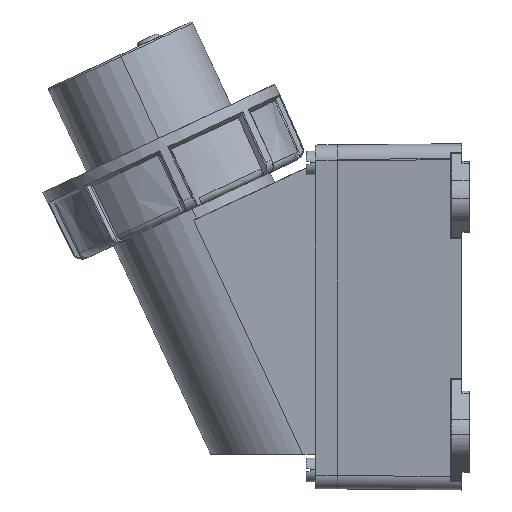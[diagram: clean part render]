
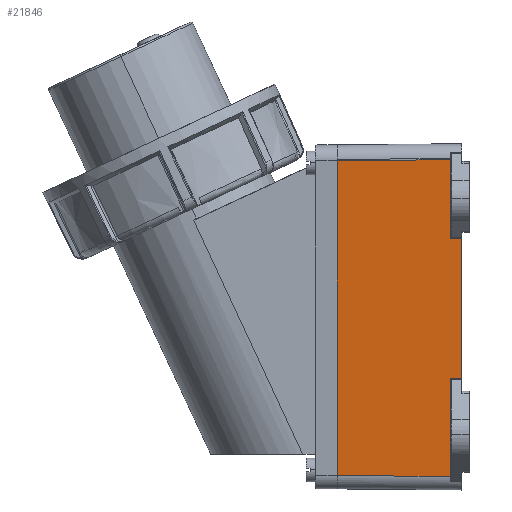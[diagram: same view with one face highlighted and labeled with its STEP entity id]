
A CAD part, left-side view. The second image highlights one B-rep face of the part: STEP entity #21846.
In plain terms, the highlighted face is planar.
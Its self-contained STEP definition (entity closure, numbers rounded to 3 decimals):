
#362 = VECTOR ( 'NONE', #28977, 1000. ) ;
#546 = DIRECTION ( 'NONE',  ( -0.009, 0.009, -1. ) ) ;
#618 = VERTEX_POINT ( 'NONE', #22338 ) ;
#1081 = LINE ( 'NONE', #9520, #16576 ) ;
#1700 = CARTESIAN_POINT ( 'NONE',  ( 543.606, -205.888, 34.852 ) ) ;
#1703 = DIRECTION ( 'NONE',  ( 0.008, 0.01, 1. ) ) ;
#2059 = VECTOR ( 'NONE', #24890, 1000. ) ;
#2424 = VERTEX_POINT ( 'NONE', #8609 ) ;
#4298 = FACE_OUTER_BOUND ( 'NONE', #9664, .T. ) ;
#4864 = EDGE_CURVE ( 'NONE', #618, #22214, #16427, .T. ) ;
#5574 = EDGE_CURVE ( 'NONE', #7796, #35578, #35339, .T. ) ;
#5732 = ORIENTED_EDGE ( 'NONE', *, *, #10181, .T. ) ;
#5869 = CARTESIAN_POINT ( 'NONE',  ( 547.441, -251.466, 34.418 ) ) ;
#6340 = VERTEX_POINT ( 'NONE', #24044 ) ;
#7796 = VERTEX_POINT ( 'NONE', #12981 ) ;
#7978 = LINE ( 'NONE', #24695, #2059 ) ;
#8609 = CARTESIAN_POINT ( 'NONE',  ( 547.445, -251.47, 34.85 ) ) ;
#9520 = CARTESIAN_POINT ( 'NONE',  ( 547.737, -251.74, 65.652 ) ) ;
#9574 = CARTESIAN_POINT ( 'NONE',  ( 543.902, -205.864, 68.85 ) ) ;
#9664 = EDGE_LOOP ( 'NONE', ( #17316, #27016, #18838, #5732, #26706, #25206, #23064, #34031 ) ) ;
#10181 = EDGE_CURVE ( 'NONE', #22214, #7796, #12600, .T. ) ;
#10440 = VERTEX_POINT ( 'NONE', #34067 ) ;
#11565 = LINE ( 'NONE', #5869, #21728 ) ;
#12600 = LINE ( 'NONE', #26397, #362 ) ;
#12981 = CARTESIAN_POINT ( 'NONE',  ( 542.698, -191.902, 65.652 ) ) ;
#13121 = CARTESIAN_POINT ( 'NONE',  ( 540.2, -165.472, 34.527 ) ) ;
#16427 = LINE ( 'NONE', #13121, #21779 ) ;
#16576 = VECTOR ( 'NONE', #33997, 1000. ) ;
#17316 = ORIENTED_EDGE ( 'NONE', *, *, #26326, .T. ) ;
#17981 = EDGE_CURVE ( 'NONE', #10440, #6340, #1081, .T. ) ;
#18446 = PLANE ( 'NONE',  #31977 ) ;
#18838 = ORIENTED_EDGE ( 'NONE', *, *, #4864, .T. ) ;
#20362 = CARTESIAN_POINT ( 'NONE',  ( 543.606, -205.888, 34.85 ) ) ;
#21457 = EDGE_CURVE ( 'NONE', #2424, #618, #23105, .T. ) ;
#21728 = VECTOR ( 'NONE', #546, 1000. ) ;
#21779 = VECTOR ( 'NONE', #27656, 1000. ) ;
#21846 = ADVANCED_FACE ( 'NONE', ( #4298 ), #18446, .T. ) ;
#22214 = VERTEX_POINT ( 'NONE', #22290 ) ;
#22290 = CARTESIAN_POINT ( 'NONE',  ( 540.45, -165.201, 65.652 ) ) ;
#22338 = CARTESIAN_POINT ( 'NONE',  ( 540.202, -165.469, 34.85 ) ) ;
#23064 = ORIENTED_EDGE ( 'NONE', *, *, #34170, .T. ) ;
#23105 = LINE ( 'NONE', #20362, #24310 ) ;
#23827 = DIRECTION ( 'NONE',  ( -0.084, 0.996, 0. ) ) ;
#24044 = CARTESIAN_POINT ( 'NONE',  ( 547.737, -251.738, 65.652 ) ) ;
#24310 = VECTOR ( 'NONE', #23827, 1000. ) ;
#24695 = CARTESIAN_POINT ( 'NONE',  ( 545.652, -230.19, 34.721 ) ) ;
#24890 = DIRECTION ( 'NONE',  ( -0.009, 0.005, -1. ) ) ;
#25206 = ORIENTED_EDGE ( 'NONE', *, *, #31688, .F. ) ;
#26326 = EDGE_CURVE ( 'NONE', #6340, #2424, #11565, .T. ) ;
#26397 = CARTESIAN_POINT ( 'NONE',  ( 542.691, -191.822, 65.652 ) ) ;
#26522 = VECTOR ( 'NONE', #1703, 1000. ) ;
#26706 = ORIENTED_EDGE ( 'NONE', *, *, #5574, .T. ) ;
#27016 = ORIENTED_EDGE ( 'NONE', *, *, #21457, .T. ) ;
#27132 = CARTESIAN_POINT ( 'NONE',  ( 545.964, -230.348, 68.85 ) ) ;
#27656 = DIRECTION ( 'NONE',  ( 0.008, 0.009, 1. ) ) ;
#28960 = DIRECTION ( 'NONE',  ( 0., -0.103, -0.995 ) ) ;
#28977 = DIRECTION ( 'NONE',  ( 0.084, -0.996, 0. ) ) ;
#29489 = DIRECTION ( 'NONE',  ( 0.996, 0.084, -0.009 ) ) ;
#29701 = VERTEX_POINT ( 'NONE', #27132 ) ;
#29899 = VECTOR ( 'NONE', #33333, 1000. ) ;
#31688 = EDGE_CURVE ( 'NONE', #29701, #35578, #34757, .T. ) ;
#31868 = CARTESIAN_POINT ( 'NONE',  ( 542.723, -191.87, 68.85 ) ) ;
#31977 = AXIS2_PLACEMENT_3D ( 'NONE', #1700, #29489, #28960 ) ;
#33333 = DIRECTION ( 'NONE',  ( -0.084, 0.996, 0. ) ) ;
#33997 = DIRECTION ( 'NONE',  ( 0.084, -0.996, 0. ) ) ;
#34031 = ORIENTED_EDGE ( 'NONE', *, *, #17981, .T. ) ;
#34067 = CARTESIAN_POINT ( 'NONE',  ( 545.934, -230.333, 65.652 ) ) ;
#34170 = EDGE_CURVE ( 'NONE', #29701, #10440, #7978, .T. ) ;
#34757 = LINE ( 'NONE', #9574, #29899 ) ;
#35339 = LINE ( 'NONE', #35699, #26522 ) ;
#35578 = VERTEX_POINT ( 'NONE', #31868 ) ;
#35699 = CARTESIAN_POINT ( 'NONE',  ( 542.454, -192.215, 34.723 ) ) ;
